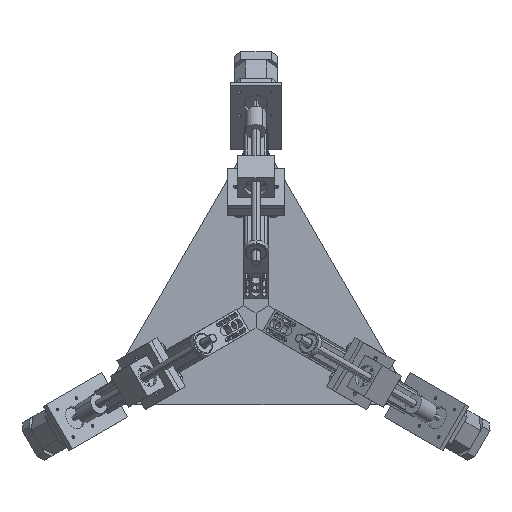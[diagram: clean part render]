
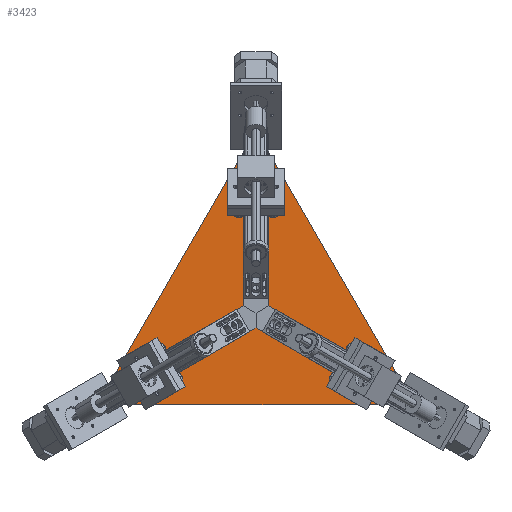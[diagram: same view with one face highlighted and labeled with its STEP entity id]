
A CAD part, front view. The second image highlights one B-rep face of the part: STEP entity #3423.
In plain terms, the highlighted planar face has unit normal (0, -1, 0).
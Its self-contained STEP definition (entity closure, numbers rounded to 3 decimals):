
#82 = PLANE ( 'NONE',  #9011 ) ;
#175 = EDGE_CURVE ( 'NONE', #10508, #8702, #7141, .T. ) ;
#264 = CARTESIAN_POINT ( 'NONE',  ( 0., 0., 0. ) ) ;
#697 = CARTESIAN_POINT ( 'NONE',  ( -142.355, 0., -21.651 ) ) ;
#1051 = EDGE_CURVE ( 'NONE', #1659, #11389, #10936, .T. ) ;
#1052 = ORIENTED_EDGE ( 'NONE', *, *, #1051, .F. ) ;
#1236 = DIRECTION ( 'NONE',  ( -1., 0., 0. ) ) ;
#1404 = DIRECTION ( 'NONE',  ( 0., 1., 0. ) ) ;
#1646 = CARTESIAN_POINT ( 'NONE',  ( 129.855, 0., 0. ) ) ;
#1659 = VERTEX_POINT ( 'NONE', #5803 ) ;
#2010 = VECTOR ( 'NONE', #12564, 1000. ) ;
#2120 = CARTESIAN_POINT ( 'NONE',  ( -12.5, 0., -246.566 ) ) ;
#2827 = LINE ( 'NONE', #3570, #4712 ) ;
#3178 = CARTESIAN_POINT ( 'NONE',  ( 142.355, 0., -21.651 ) ) ;
#3190 = CARTESIAN_POINT ( 'NONE',  ( 142.355, 0., -21.651 ) ) ;
#3423 = ADVANCED_FACE ( 'NONE', ( #10164 ), #82, .F. ) ;
#3570 = CARTESIAN_POINT ( 'NONE',  ( 129.855, 0., 0. ) ) ;
#4298 = EDGE_CURVE ( 'NONE', #12247, #10508, #10545, .T. ) ;
#4407 = CARTESIAN_POINT ( 'NONE',  ( 12.5, 0., -246.566 ) ) ;
#4712 = VECTOR ( 'NONE', #12516, 1000. ) ;
#5146 = EDGE_CURVE ( 'NONE', #11389, #12748, #2827, .T. ) ;
#5358 = DIRECTION ( 'NONE',  ( -0.5, 0., 0.866 ) ) ;
#5803 = CARTESIAN_POINT ( 'NONE',  ( -129.855, 0., 0. ) ) ;
#6085 = ORIENTED_EDGE ( 'NONE', *, *, #4298, .F. ) ;
#6331 = ORIENTED_EDGE ( 'NONE', *, *, #6375, .F. ) ;
#6375 = EDGE_CURVE ( 'NONE', #12748, #12247, #13282, .T. ) ;
#7102 = DIRECTION ( 'NONE',  ( 1., 0., 0. ) ) ;
#7129 = EDGE_LOOP ( 'NONE', ( #6085, #6331, #7767, #1052, #12230, #10725 ) ) ;
#7141 = LINE ( 'NONE', #8679, #9175 ) ;
#7767 = ORIENTED_EDGE ( 'NONE', *, *, #5146, .F. ) ;
#8179 = DIRECTION ( 'NONE',  ( 0., 0., 1. ) ) ;
#8679 = CARTESIAN_POINT ( 'NONE',  ( -12.5, 0., -246.566 ) ) ;
#8702 = VERTEX_POINT ( 'NONE', #697 ) ;
#8759 = LINE ( 'NONE', #11352, #2010 ) ;
#9011 = AXIS2_PLACEMENT_3D ( 'NONE', #264, #1404, #8179 ) ;
#9039 = DIRECTION ( 'NONE',  ( -0.5, 0., -0.866 ) ) ;
#9175 = VECTOR ( 'NONE', #5358, 1000. ) ;
#9327 = VECTOR ( 'NONE', #9039, 1000. ) ;
#10096 = VECTOR ( 'NONE', #7102, 1000. ) ;
#10124 = CARTESIAN_POINT ( 'NONE',  ( 12.5, 0., -246.566 ) ) ;
#10164 = FACE_OUTER_BOUND ( 'NONE', #7129, .T. ) ;
#10508 = VERTEX_POINT ( 'NONE', #2120 ) ;
#10545 = LINE ( 'NONE', #4407, #12599 ) ;
#10725 = ORIENTED_EDGE ( 'NONE', *, *, #175, .F. ) ;
#10820 = EDGE_CURVE ( 'NONE', #8702, #1659, #8759, .T. ) ;
#10936 = LINE ( 'NONE', #11403, #10096 ) ;
#11352 = CARTESIAN_POINT ( 'NONE',  ( -142.355, 0., -21.651 ) ) ;
#11389 = VERTEX_POINT ( 'NONE', #1646 ) ;
#11403 = CARTESIAN_POINT ( 'NONE',  ( -129.855, 0., 0. ) ) ;
#12230 = ORIENTED_EDGE ( 'NONE', *, *, #10820, .F. ) ;
#12247 = VERTEX_POINT ( 'NONE', #10124 ) ;
#12516 = DIRECTION ( 'NONE',  ( 0.5, 0., -0.866 ) ) ;
#12564 = DIRECTION ( 'NONE',  ( 0.5, 0., 0.866 ) ) ;
#12599 = VECTOR ( 'NONE', #1236, 1000. ) ;
#12748 = VERTEX_POINT ( 'NONE', #3190 ) ;
#13282 = LINE ( 'NONE', #3178, #9327 ) ;
